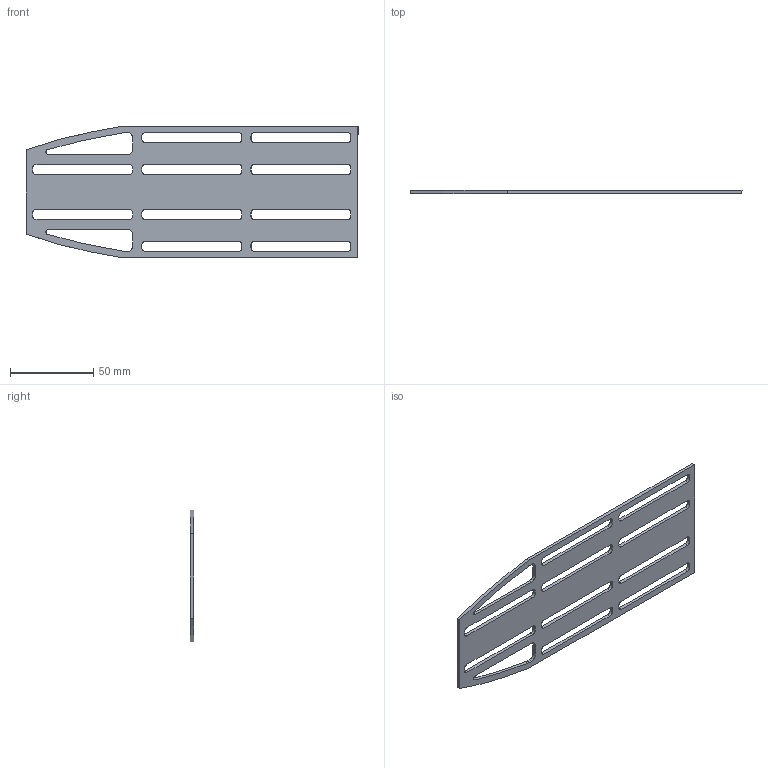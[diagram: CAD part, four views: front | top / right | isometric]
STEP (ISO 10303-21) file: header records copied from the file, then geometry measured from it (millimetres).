
FILE_DESCRIPTION (( 'STEP AP214' ), '1' );
FILE_NAME ('BATTERY PAD.STEP', '2024-10-19T16:00:30', ( '' ), ( '' ), 'SwSTEP 2.0', 'SolidWorks 2023', '' );
FILE_SCHEMA (( 'AUTOMOTIVE_DESIGN' ));
Length unit declared in the file: millimetre
Products named in the file (1): BATTERY PAD
Bounding box: 199.2 x 2 x 79.2 mm (x, y, z)
Volume: 20928.6 mm3; surface area: 25494.3 mm2
Topology: 1 solids, 1 shells, 195 faces, 549 edges, 366 vertices
Faces by surface type: plane 126, cylinder 65, bspline 4
Entity records: 6580 total; most frequent: CARTESIAN_POINT 1355, ORIENTED_EDGE 1098, DIRECTION 1055, EDGE_CURVE 549, LINE 411, VECTOR 411, VERTEX_POINT 366, AXIS2_PLACEMENT_3D 322
